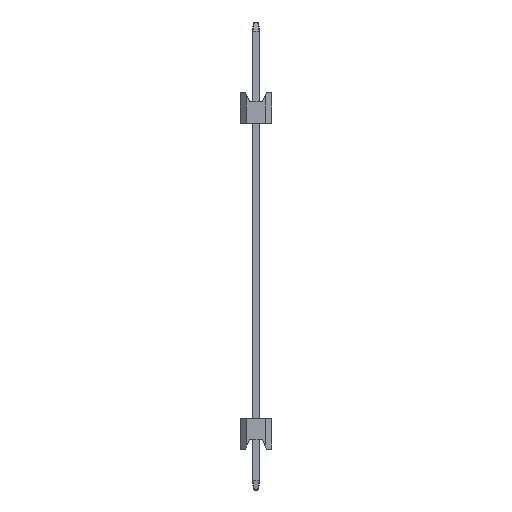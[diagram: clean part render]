
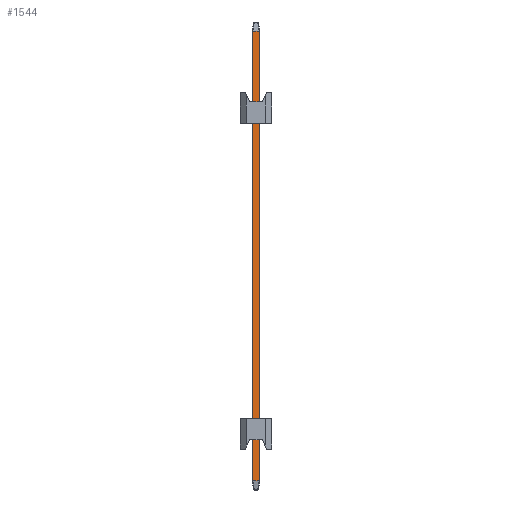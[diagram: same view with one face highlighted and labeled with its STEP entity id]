
A CAD part, left-side view. The second image highlights one B-rep face of the part: STEP entity #1544.
In plain terms, the highlighted planar face has unit normal (-1, 0, 0).
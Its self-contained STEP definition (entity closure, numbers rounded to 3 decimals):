
#474=FACE_OUTER_BOUND('',#538,.T.);
#538=EDGE_LOOP('',(#1283,#1284,#1285,#1286,#1287,#1288,#1289,#1290));
#589=LINE('',#2352,#745);
#598=LINE('',#2370,#754);
#628=LINE('',#2425,#784);
#641=LINE('',#2452,#797);
#644=LINE('',#2458,#800);
#647=LINE('',#2464,#803);
#663=LINE('',#2491,#819);
#664=LINE('',#2493,#820);
#745=VECTOR('',#1842,10.);
#754=VECTOR('',#1855,10.);
#784=VECTOR('',#1905,10.);
#797=VECTOR('',#1926,10.);
#800=VECTOR('',#1931,10.);
#803=VECTOR('',#1936,10.);
#819=VECTOR('',#1970,10.);
#820=VECTOR('',#1973,10.);
#899=VERTEX_POINT('',#2350);
#900=VERTEX_POINT('',#2351);
#907=VERTEX_POINT('',#2368);
#921=VERTEX_POINT('',#2420);
#929=VERTEX_POINT('',#2444);
#932=VERTEX_POINT('',#2450);
#934=VERTEX_POINT('',#2456);
#936=VERTEX_POINT('',#2462);
#997=EDGE_CURVE('',#899,#900,#589,.T.);
#1006=EDGE_CURVE('',#907,#899,#598,.T.);
#1036=EDGE_CURVE('',#900,#921,#628,.T.);
#1049=EDGE_CURVE('',#932,#929,#641,.T.);
#1052=EDGE_CURVE('',#934,#932,#644,.T.);
#1055=EDGE_CURVE('',#936,#934,#647,.T.);
#1071=EDGE_CURVE('',#929,#907,#663,.T.);
#1072=EDGE_CURVE('',#921,#936,#664,.T.);
#1283=ORIENTED_EDGE('',*,*,#1036,.F.);
#1284=ORIENTED_EDGE('',*,*,#997,.F.);
#1285=ORIENTED_EDGE('',*,*,#1006,.F.);
#1286=ORIENTED_EDGE('',*,*,#1071,.F.);
#1287=ORIENTED_EDGE('',*,*,#1049,.F.);
#1288=ORIENTED_EDGE('',*,*,#1052,.F.);
#1289=ORIENTED_EDGE('',*,*,#1055,.F.);
#1290=ORIENTED_EDGE('',*,*,#1072,.F.);
#1480=PLANE('',#1671);
#1544=ADVANCED_FACE('',(#474),#1480,.T.);
#1671=AXIS2_PLACEMENT_3D('',#2492,#1971,#1972);
#1842=DIRECTION('',(0.,0.,-1.));
#1855=DIRECTION('',(0.,-0.371,-0.928));
#1905=DIRECTION('',(0.,0.371,-0.928));
#1926=DIRECTION('',(0.,-0.371,0.928));
#1931=DIRECTION('',(0.,0.,1.));
#1936=DIRECTION('',(0.,0.371,0.928));
#1970=DIRECTION('',(0.,-1.,0.));
#1971=DIRECTION('center_axis',(-1.,0.,0.));
#1972=DIRECTION('ref_axis',(0.,-1.,0.));
#1973=DIRECTION('',(0.,1.,0.));
#2350=CARTESIAN_POINT('',(-0.32,-0.27,33.748));
#2351=CARTESIAN_POINT('',(-0.32,-0.27,-2.548));
#2352=CARTESIAN_POINT('',(-0.32,-0.27,0.));
#2368=CARTESIAN_POINT('',(-0.32,-0.269,33.75));
#2370=CARTESIAN_POINT('',(-0.32,-5.973,19.491));
#2420=CARTESIAN_POINT('',(-0.32,-0.269,-2.55));
#2425=CARTESIAN_POINT('',(-0.32,-0.593,-1.739));
#2444=CARTESIAN_POINT('',(-0.32,0.269,33.75));
#2450=CARTESIAN_POINT('',(-0.32,0.27,33.748));
#2452=CARTESIAN_POINT('',(-0.32,6.017,19.381));
#2456=CARTESIAN_POINT('',(-0.32,0.27,-2.548));
#2458=CARTESIAN_POINT('',(-0.32,0.27,0.));
#2462=CARTESIAN_POINT('',(-0.32,0.269,-2.55));
#2464=CARTESIAN_POINT('',(-0.32,0.637,-1.629));
#2491=CARTESIAN_POINT('',(-0.32,0.16,33.75));
#2492=CARTESIAN_POINT('Origin',(-0.32,0.32,0.));
#2493=CARTESIAN_POINT('',(-0.32,0.16,-2.55));
